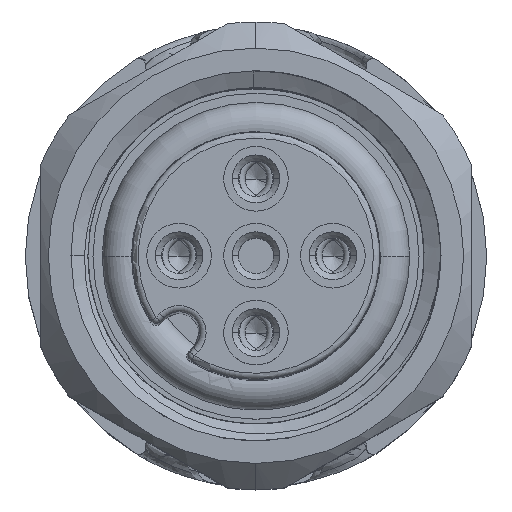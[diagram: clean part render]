
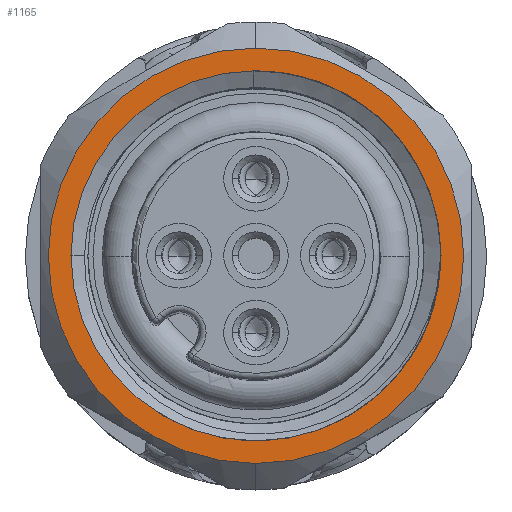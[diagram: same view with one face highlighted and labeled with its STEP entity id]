
A CAD part, top view. The second image highlights one B-rep face of the part: STEP entity #1165.
In plain terms, the highlighted planar face has unit normal (0, 0, 1).
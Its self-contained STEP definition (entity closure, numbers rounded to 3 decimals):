
#171=PLANE('',#6835);
#833=FACE_BOUND('',#1865,.T.);
#834=FACE_BOUND('',#1866,.T.);
#1165=ADVANCED_FACE('',(#833,#834),#171,.F.);
#1865=EDGE_LOOP('',(#3962,#3963));
#1866=EDGE_LOOP('',(#3964,#3965));
#2148=CIRCLE('',#6781,6.75);
#2176=CIRCLE('',#6831,6.75);
#2177=CIRCLE('',#6833,6.015);
#2178=CIRCLE('',#6834,6.015);
#3962=ORIENTED_EDGE('',*,*,#5719,.F.);
#3963=ORIENTED_EDGE('',*,*,#5720,.F.);
#3964=ORIENTED_EDGE('',*,*,#5668,.F.);
#3965=ORIENTED_EDGE('',*,*,#5718,.F.);
#4744=VERTEX_POINT('',#15499);
#4745=VERTEX_POINT('',#15501);
#4773=VERTEX_POINT('',#15653);
#4774=VERTEX_POINT('',#15654);
#5668=EDGE_CURVE('',#4744,#4745,#2148,.T.);
#5718=EDGE_CURVE('',#4745,#4744,#2176,.T.);
#5719=EDGE_CURVE('',#4773,#4774,#2177,.T.);
#5720=EDGE_CURVE('',#4774,#4773,#2178,.T.);
#6781=AXIS2_PLACEMENT_3D('',#15500,#8114,#8115);
#6831=AXIS2_PLACEMENT_3D('',#15650,#8232,#8233);
#6833=AXIS2_PLACEMENT_3D('',#15652,#8236,#8237);
#6834=AXIS2_PLACEMENT_3D('',#15655,#8238,#8239);
#6835=AXIS2_PLACEMENT_3D('',#15656,#8240,#8241);
#8114=DIRECTION('',(0.,0.,-1.));
#8115=DIRECTION('',(0.,-1.,0.));
#8232=DIRECTION('',(0.,0.,-1.));
#8233=DIRECTION('',(0.,1.,0.));
#8236=DIRECTION('',(0.,0.,1.));
#8237=DIRECTION('',(1.,0.,0.));
#8238=DIRECTION('',(0.,0.,1.));
#8239=DIRECTION('',(-1.,0.,0.));
#8240=DIRECTION('',(0.,0.,-1.));
#8241=DIRECTION('',(1.,0.,0.));
#15499=CARTESIAN_POINT('',(0.,-6.75,-1.3));
#15500=CARTESIAN_POINT('',(0.,0.,-1.3));
#15501=CARTESIAN_POINT('',(0.,6.75,-1.3));
#15650=CARTESIAN_POINT('',(0.,0.,-1.3));
#15652=CARTESIAN_POINT('',(0.,0.,-1.3));
#15653=CARTESIAN_POINT('',(6.015,0.,-1.3));
#15654=CARTESIAN_POINT('',(-6.015,0.,-1.3));
#15655=CARTESIAN_POINT('',(0.,0.,-1.3));
#15656=CARTESIAN_POINT('',(0.,0.,-1.3));
